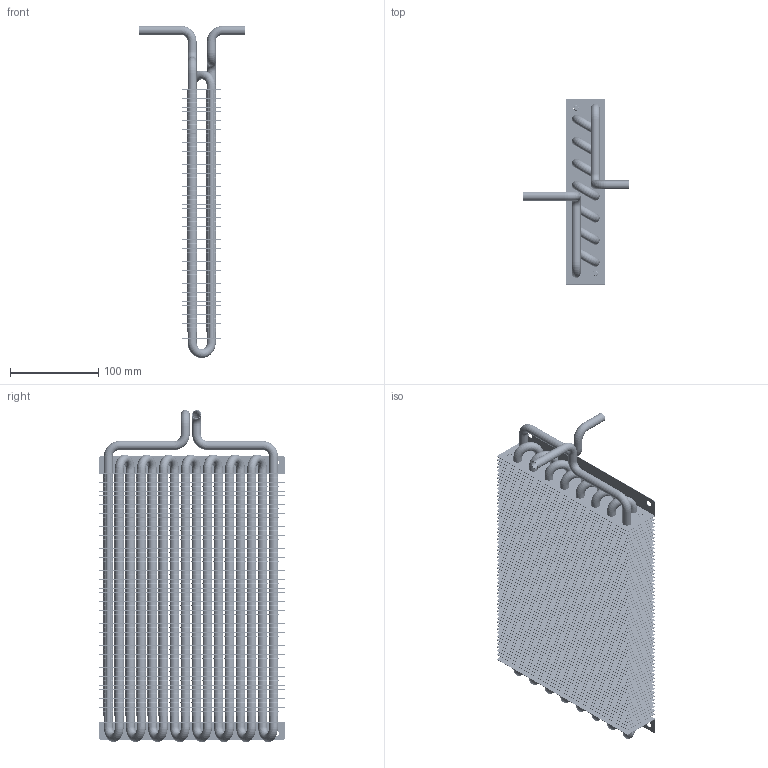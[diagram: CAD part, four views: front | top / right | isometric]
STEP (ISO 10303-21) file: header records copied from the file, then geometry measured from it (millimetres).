
FILE_DESCRIPTION(/* description */ (''),/* implementation_level */ '2;1');
FILE_NAME(/* name */ 'Heat Exchanger.stp',/* time_stamp */ '2022-04-07T18:19:01+02:00',/* author */ ('matet'),/* organization */ (''),/* preprocessor_version */ 'ST-DEVELOPER v18.1',/* originating_system */ 'Autodesk Inventor 2022',/* authorisation */ '');
FILE_SCHEMA (('AUTOMOTIVE_DESIGN { 1 0 10303 214 3 1 1 }'));
Length unit declared in the file: millimetre
Products named in the file (9): Heat Exchanger; End Plate 1; End Plate 2; Support Rod; Pipe 3; Pipe 5; Pipe 1; Pipe 2; cOOLING pLATE
Assembly tree (92 placements, depth 2):
  Heat Exchanger
    End Plate 1
    End Plate 2
    Support Rod  x2
    Pipe 3  x16
    Pipe 5  x15
    Pipe 1
    Pipe 2
    cOOLING pLATE  x55
Bounding box: 120.95 x 210 x 376.45 mm (x, y, z)
Volume: 396700.4 mm3; surface area: 1551571.3 mm2
Topology: 92 solids, 92 shells, 4188 faces, 9378 edges, 6323 vertices
Faces by surface type: cylinder 1962, plane 1300, torus 922, cone 4
Full cylindrical faces by diameter (mm): 6 x2, 6.2 x114, 7 x4, 9 x24, 10 x936, 11 x880
Entity records: 6874 total; most frequent: DIRECTION 1283, CARTESIAN_POINT 1035, ORIENTED_EDGE 866, AXIS2_PLACEMENT_3D 563, EDGE_CURVE 433, EDGE_LOOP 319, VERTEX_POINT 286, CIRCLE 282
